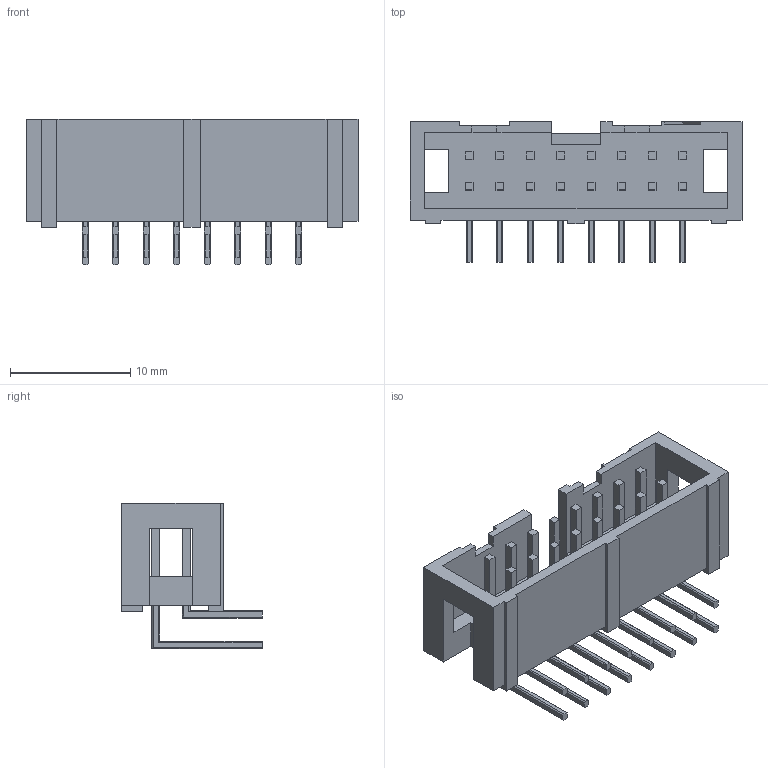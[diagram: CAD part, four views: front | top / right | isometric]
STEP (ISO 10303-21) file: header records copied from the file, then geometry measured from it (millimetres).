
FILE_DESCRIPTION (( 'STEP AP214' ), '1' );
FILE_NAME ('XG4C_1634.step', '2019-03-18T12:27:45', ( 'OSMC1.0 ' ), ( ' ' ), 'SwSTEP 2.0', 'SolidWorks 2002025', '' );
FILE_SCHEMA (( 'AUTOMOTIVE_DESIGN' ));
Length unit declared in the file: millimetre
Products named in the file (1): XG4C_1634
Bounding box: 27.64 x 11.7 x 12.12 mm (x, y, z)
Volume: 881.6 mm3; surface area: 1966.9 mm2
Topology: 1 solids, 1 shells, 397 faces, 1035 edges, 668 vertices
Faces by surface type: plane 397
Entity records: 13579 total; most frequent: CARTESIAN_POINT 2101, ORIENTED_EDGE 2070, DIRECTION 1831, LINE 1035, VECTOR 1035, EDGE_CURVE 1035, VERTEX_POINT 668, EDGE_LOOP 429
